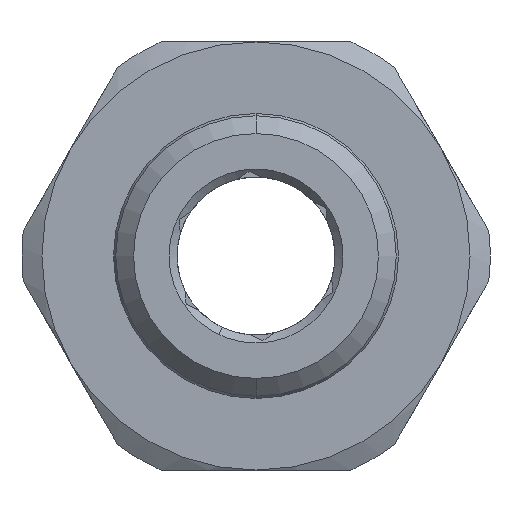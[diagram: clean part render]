
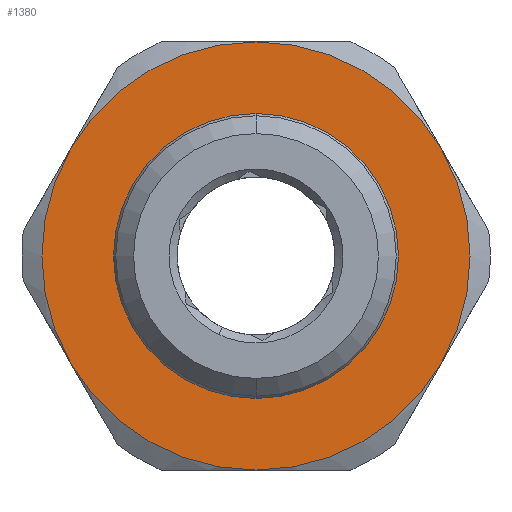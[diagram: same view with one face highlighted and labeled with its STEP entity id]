
A CAD part, left-side view. The second image highlights one B-rep face of the part: STEP entity #1380.
In plain terms, the highlighted planar face has unit normal (-1, 0, 0).
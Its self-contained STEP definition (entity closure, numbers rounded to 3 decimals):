
#66 = CIRCLE ( 'NONE', #4870, 10.65 ) ;
#226 = CIRCLE ( 'NONE', #753, 16. ) ;
#527 = EDGE_CURVE ( 'NONE', #2295, #3178, #4818, .T. ) ;
#563 = EDGE_CURVE ( 'NONE', #2230, #2315, #5088, .T. ) ;
#580 = EDGE_CURVE ( 'NONE', #2225, #3116, #2165, .T. ) ;
#583 = EDGE_CURVE ( 'NONE', #2315, #2192, #2163, .T. ) ;
#608 = EDGE_CURVE ( 'NONE', #3116, #3230, #226, .T. ) ;
#753 = AXIS2_PLACEMENT_3D ( 'NONE', #2379, #2452, #2437 ) ;
#781 = AXIS2_PLACEMENT_3D ( 'NONE', #3171, #3201, #3143 ) ;
#813 = AXIS2_PLACEMENT_3D ( 'NONE', #1025, #1066, #1036 ) ;
#824 = AXIS2_PLACEMENT_3D ( 'NONE', #988, #1035, #986 ) ;
#834 = AXIS2_PLACEMENT_3D ( 'NONE', #2507, #2505, #2548 ) ;
#859 = CARTESIAN_POINT ( 'NONE',  ( 14., 0., 10.65 ) ) ;
#920 = CARTESIAN_POINT ( 'NONE',  ( 14., -13.856, -8. ) ) ;
#938 = CARTESIAN_POINT ( 'NONE',  ( 14., 13.856, 8. ) ) ;
#945 = CARTESIAN_POINT ( 'NONE',  ( 14., -13.856, 8. ) ) ;
#986 = DIRECTION ( 'NONE',  ( 0., 0., -1. ) ) ;
#988 = CARTESIAN_POINT ( 'NONE',  ( 14., 0., 0. ) ) ;
#1025 = CARTESIAN_POINT ( 'NONE',  ( 14., 0., 0. ) ) ;
#1035 = DIRECTION ( 'NONE',  ( 1., 0., 0. ) ) ;
#1036 = DIRECTION ( 'NONE',  ( 0., 0., -1. ) ) ;
#1066 = DIRECTION ( 'NONE',  ( 1., 0., 0. ) ) ;
#1089 = DIRECTION ( 'NONE',  ( 0., 0., 1. ) ) ;
#1091 = DIRECTION ( 'NONE',  ( -1., 0., 0. ) ) ;
#1104 = CARTESIAN_POINT ( 'NONE',  ( 14., 10.65, 0. ) ) ;
#1164 = DIRECTION ( 'NONE',  ( 0., 0., -1. ) ) ;
#1200 = DIRECTION ( 'NONE',  ( 1., 0., 0. ) ) ;
#1249 = PLANE ( 'NONE',  #5210 ) ;
#1262 = CARTESIAN_POINT ( 'NONE',  ( 14., 0., 0. ) ) ;
#1380 = ADVANCED_FACE ( 'NONE', ( #4999, #5000 ), #1249, .T. ) ;
#1455 = CIRCLE ( 'NONE', #3248, 16. ) ;
#1661 = EDGE_LOOP ( 'NONE', ( #4470, #4402 ) ) ;
#1727 = EDGE_LOOP ( 'NONE', ( #4391, #4448, #4417, #4405, #4416, #4487 ) ) ;
#1843 = CARTESIAN_POINT ( 'NONE',  ( 14., 0., -16. ) ) ;
#1993 = CARTESIAN_POINT ( 'NONE',  ( 14., 13.856, -8. ) ) ;
#2053 = CARTESIAN_POINT ( 'NONE',  ( 14., 0., -10.65 ) ) ;
#2163 = CIRCLE ( 'NONE', #813, 16. ) ;
#2165 = CIRCLE ( 'NONE', #824, 16. ) ;
#2192 = VERTEX_POINT ( 'NONE', #945 ) ;
#2225 = VERTEX_POINT ( 'NONE', #920 ) ;
#2230 = VERTEX_POINT ( 'NONE', #938 ) ;
#2295 = VERTEX_POINT ( 'NONE', #859 ) ;
#2315 = VERTEX_POINT ( 'NONE', #4374 ) ;
#2379 = CARTESIAN_POINT ( 'NONE',  ( 14., 0., 0. ) ) ;
#2437 = DIRECTION ( 'NONE',  ( 0., 0., -1. ) ) ;
#2452 = DIRECTION ( 'NONE',  ( 1., 0., 0. ) ) ;
#2505 = DIRECTION ( 'NONE',  ( 1., 0., 0. ) ) ;
#2507 = CARTESIAN_POINT ( 'NONE',  ( 14., 0., 0. ) ) ;
#2548 = DIRECTION ( 'NONE',  ( 0., 0., -1. ) ) ;
#2578 = AXIS2_PLACEMENT_3D ( 'NONE', #4290, #4182, #4354 ) ;
#2968 = EDGE_CURVE ( 'NONE', #2192, #2225, #5020, .T. ) ;
#3116 = VERTEX_POINT ( 'NONE', #1843 ) ;
#3143 = DIRECTION ( 'NONE',  ( 0., 0., -1. ) ) ;
#3171 = CARTESIAN_POINT ( 'NONE',  ( 14., 0., 0. ) ) ;
#3178 = VERTEX_POINT ( 'NONE', #2053 ) ;
#3201 = DIRECTION ( 'NONE',  ( 1., 0., 0. ) ) ;
#3230 = VERTEX_POINT ( 'NONE', #1993 ) ;
#3248 = AXIS2_PLACEMENT_3D ( 'NONE', #3721, #3704, #3716 ) ;
#3704 = DIRECTION ( 'NONE',  ( 1., 0., 0. ) ) ;
#3716 = DIRECTION ( 'NONE',  ( 0., 0., -1. ) ) ;
#3721 = CARTESIAN_POINT ( 'NONE',  ( 14., 0., 0. ) ) ;
#3814 = EDGE_CURVE ( 'NONE', #3178, #2295, #66, .T. ) ;
#4182 = DIRECTION ( 'NONE',  ( 1., 0., 0. ) ) ;
#4290 = CARTESIAN_POINT ( 'NONE',  ( 14., 0., 0. ) ) ;
#4354 = DIRECTION ( 'NONE',  ( 0., 0., -1. ) ) ;
#4374 = CARTESIAN_POINT ( 'NONE',  ( 14., 0., 16. ) ) ;
#4391 = ORIENTED_EDGE ( 'NONE', *, *, #608, .F. ) ;
#4402 = ORIENTED_EDGE ( 'NONE', *, *, #527, .T. ) ;
#4405 = ORIENTED_EDGE ( 'NONE', *, *, #583, .F. ) ;
#4416 = ORIENTED_EDGE ( 'NONE', *, *, #563, .F. ) ;
#4417 = ORIENTED_EDGE ( 'NONE', *, *, #2968, .F. ) ;
#4448 = ORIENTED_EDGE ( 'NONE', *, *, #580, .F. ) ;
#4470 = ORIENTED_EDGE ( 'NONE', *, *, #3814, .T. ) ;
#4487 = ORIENTED_EDGE ( 'NONE', *, *, #5105, .F. ) ;
#4818 = CIRCLE ( 'NONE', #781, 10.65 ) ;
#4870 = AXIS2_PLACEMENT_3D ( 'NONE', #1262, #1200, #1164 ) ;
#4999 = FACE_BOUND ( 'NONE', #1661, .T. ) ;
#5000 = FACE_OUTER_BOUND ( 'NONE', #1727, .T. ) ;
#5020 = CIRCLE ( 'NONE', #2578, 16. ) ;
#5088 = CIRCLE ( 'NONE', #834, 16. ) ;
#5105 = EDGE_CURVE ( 'NONE', #3230, #2230, #1455, .T. ) ;
#5210 = AXIS2_PLACEMENT_3D ( 'NONE', #1104, #1091, #1089 ) ;
